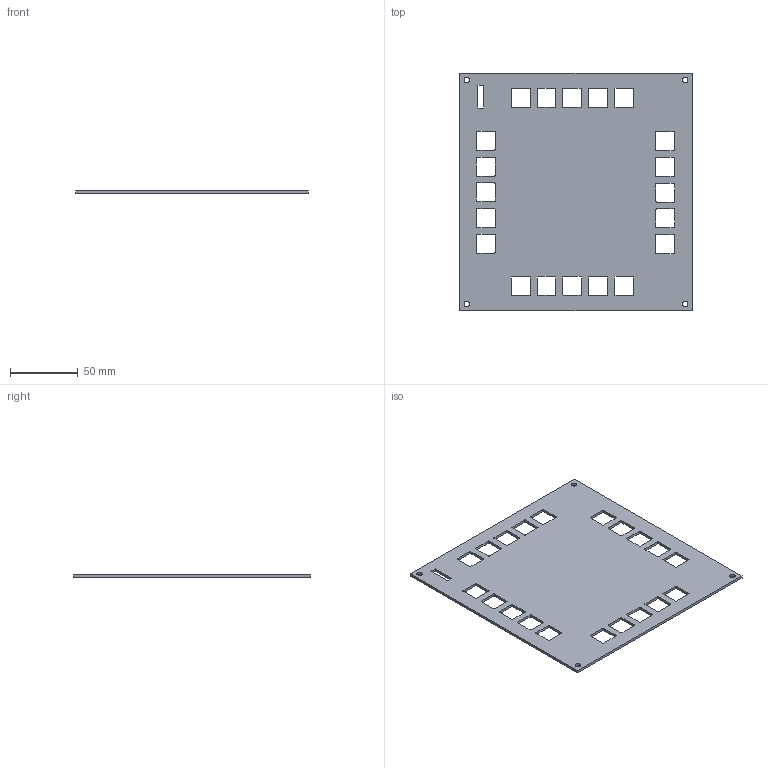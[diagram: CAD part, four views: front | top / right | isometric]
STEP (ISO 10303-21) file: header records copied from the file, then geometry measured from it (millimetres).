
FILE_DESCRIPTION(/* description */ (''),/* implementation_level */ '2;1');
FILE_NAME(/* name */ 'gameforhighway_top v4.step',/* time_stamp */ '2025-07-21T19:22:09+02:00',/* author */ (''),/* organization */ (''),/* preprocessor_version */ 'ST-DEVELOPER v20.1',/* originating_system */ 'Autodesk Translation Framework v14.10.0.0',/* authorisation */ '');
FILE_SCHEMA (('AUTOMOTIVE_DESIGN { 1 0 10303 214 3 1 1 }'));
Length unit declared in the file: centimetre
Products named in the file (1): gameforhighway_top
Bounding box: 171.7 x 175.7 x 2 mm (x, y, z)
Volume: 52260.3 mm3; surface area: 56041 mm2
Topology: 1 solids, 1 shells, 174 faces, 516 edges, 344 vertices
Faces by surface type: plane 90, cylinder 84
Full cylindrical faces by diameter (mm): 4 x4
Entity records: 6001 total; most frequent: CARTESIAN_POINT 1035, DIRECTION 1034, ORIENTED_EDGE 1032, EDGE_CURVE 516, LINE 348, VECTOR 348, VERTEX_POINT 344, AXIS2_PLACEMENT_3D 343
